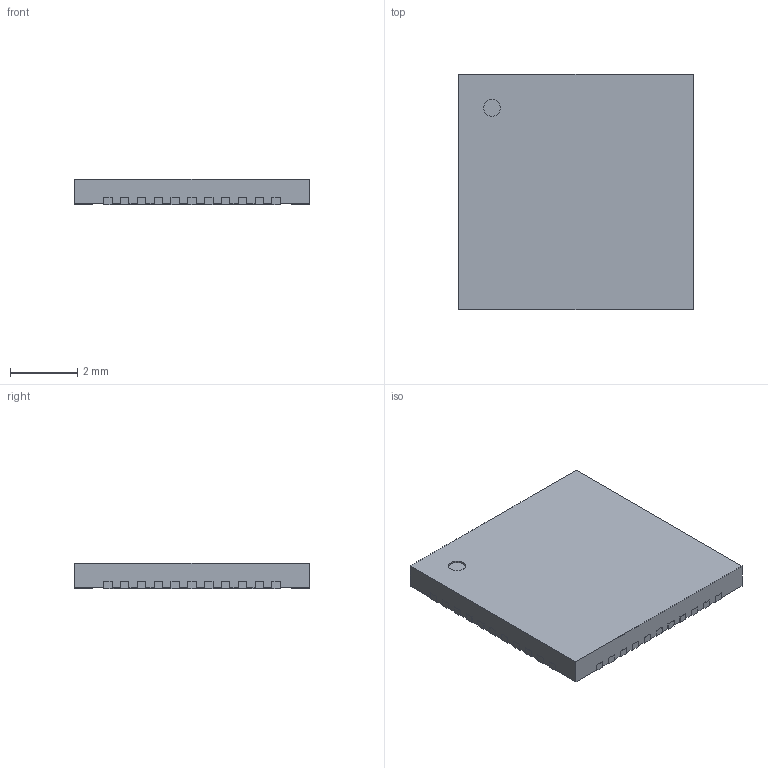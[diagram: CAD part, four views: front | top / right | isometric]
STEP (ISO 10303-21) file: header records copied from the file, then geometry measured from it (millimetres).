
FILE_DESCRIPTION(/* description */ ('model of TQFN-44-1EP_7x7mm_P0.5mm_EP4.7x4.7mm'),/* implementation_level */ '2;1');
FILE_NAME(/* name */ 'TQFN-44-1EP_7x7mm_P0.5mm_EP4.7x4.7mm.step',/* time_stamp */ '2024-03-08T22:47:41',/* author */ ('KiCAD','kicad'),/* organization */ ('OCCT'),/* preprocessor_version */ '',/* originating_system */ 'KiCAD',/* authorisation */ '');
FILE_SCHEMA(('AUTOMOTIVE_DESIGN { 1 0 10303 214 1 1 1 1 }'));
Length unit declared in the file: millimetre
Products named in the file (1): TQFN-44-1EP_7x7mm_P0.5mm_EP4.7x4.7mm
Bounding box: 7 x 7 x 0.75 mm (x, y, z)
Volume: 36.1 mm3; surface area: 120 mm2
Topology: 1 solids, 1 shells, 278 faces, 822 edges, 548 vertices
Faces by surface type: plane 233, cylinder 45
Full cylindrical faces by diameter (mm): 0.5 x1
Entity records: 11692 total; most frequent: CARTESIAN_POINT 1649, ORIENTED_EDGE 1644, DIRECTION 1470, EDGE_CURVE 822, LINE 732, VECTOR 732, VERTEX_POINT 548, AXIS2_PLACEMENT_3D 369
